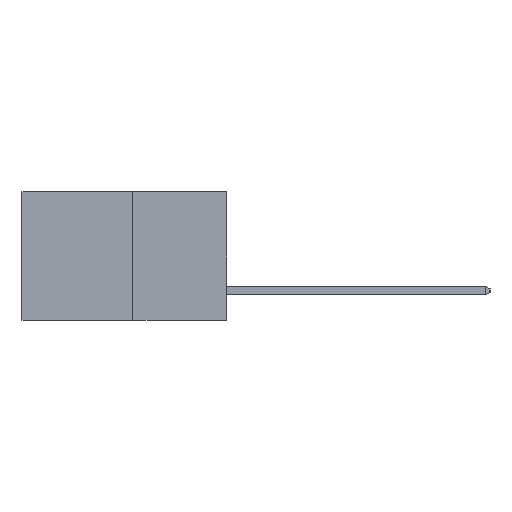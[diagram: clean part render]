
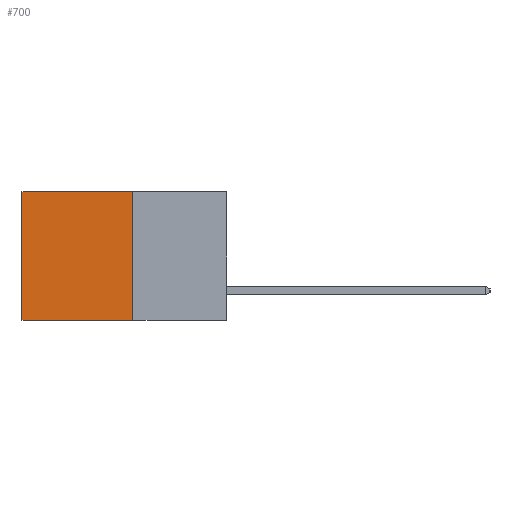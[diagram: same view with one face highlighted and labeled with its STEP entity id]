
A CAD part, left-side view. The second image highlights one B-rep face of the part: STEP entity #700.
In plain terms, the highlighted planar face has unit normal (-1, 0, 0).
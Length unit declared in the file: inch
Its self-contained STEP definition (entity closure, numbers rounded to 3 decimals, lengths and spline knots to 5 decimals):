
#215 = FACE_OUTER_BOUND ( 'NONE', #7776, .T. ) ;
#236 = VERTEX_POINT ( 'NONE', #6034 ) ;
#285 = LINE ( 'NONE', #6643, #3836 ) ;
#315 = ORIENTED_EDGE ( 'NONE', *, *, #2113, .F. ) ;
#700 = ADVANCED_FACE ( 'NONE', ( #215 ), #6435, .F. ) ;
#975 = CARTESIAN_POINT ( 'NONE',  ( 0.277, 0.27, 0. ) ) ;
#993 = CARTESIAN_POINT ( 'NONE',  ( 0.277, 0.59, -0.37 ) ) ;
#1005 = CARTESIAN_POINT ( 'NONE',  ( 0.277, 0.27, -0.37 ) ) ;
#1092 = DIRECTION ( 'NONE',  ( 0., 0., -1. ) ) ;
#1198 = DIRECTION ( 'NONE',  ( 0., 1., 0. ) ) ;
#1213 = EDGE_CURVE ( 'NONE', #236, #4176, #8134, .T. ) ;
#1236 = CARTESIAN_POINT ( 'NONE',  ( 0.277, 0.27, -0.37 ) ) ;
#1277 = VERTEX_POINT ( 'NONE', #2437 ) ;
#1769 = DIRECTION ( 'NONE',  ( 0., 0., -1. ) ) ;
#2008 = VECTOR ( 'NONE', #1092, 39.37008 ) ;
#2113 = EDGE_CURVE ( 'NONE', #4553, #4176, #285, .T. ) ;
#2185 = AXIS2_PLACEMENT_3D ( 'NONE', #7347, #5048, #5569 ) ;
#2217 = CARTESIAN_POINT ( 'NONE',  ( 0.277, 0.59, -0.37 ) ) ;
#2437 = CARTESIAN_POINT ( 'NONE',  ( 0.277, 0.27, 0. ) ) ;
#2454 = ORIENTED_EDGE ( 'NONE', *, *, #3101, .T. ) ;
#3101 = EDGE_CURVE ( 'NONE', #1277, #236, #6801, .T. ) ;
#3836 = VECTOR ( 'NONE', #4712, 39.37008 ) ;
#4064 = ORIENTED_EDGE ( 'NONE', *, *, #7400, .F. ) ;
#4176 = VERTEX_POINT ( 'NONE', #2217 ) ;
#4553 = VERTEX_POINT ( 'NONE', #1236 ) ;
#4712 = DIRECTION ( 'NONE',  ( 0., 1., 0. ) ) ;
#5048 = DIRECTION ( 'NONE',  ( 1., 0., 0. ) ) ;
#5270 = VECTOR ( 'NONE', #1198, 39.37008 ) ;
#5569 = DIRECTION ( 'NONE',  ( 0., 0., -1. ) ) ;
#5622 = ORIENTED_EDGE ( 'NONE', *, *, #1213, .T. ) ;
#5637 = LINE ( 'NONE', #1005, #2008 ) ;
#6034 = CARTESIAN_POINT ( 'NONE',  ( 0.277, 0.59, 0. ) ) ;
#6435 = PLANE ( 'NONE',  #2185 ) ;
#6643 = CARTESIAN_POINT ( 'NONE',  ( 0.277, 0.27, -0.37 ) ) ;
#6801 = LINE ( 'NONE', #975, #5270 ) ;
#7347 = CARTESIAN_POINT ( 'NONE',  ( 0.277, 0.27, -0.37 ) ) ;
#7400 = EDGE_CURVE ( 'NONE', #1277, #4553, #5637, .T. ) ;
#7776 = EDGE_LOOP ( 'NONE', ( #5622, #315, #4064, #2454 ) ) ;
#8134 = LINE ( 'NONE', #993, #8339 ) ;
#8339 = VECTOR ( 'NONE', #1769, 39.37008 ) ;
